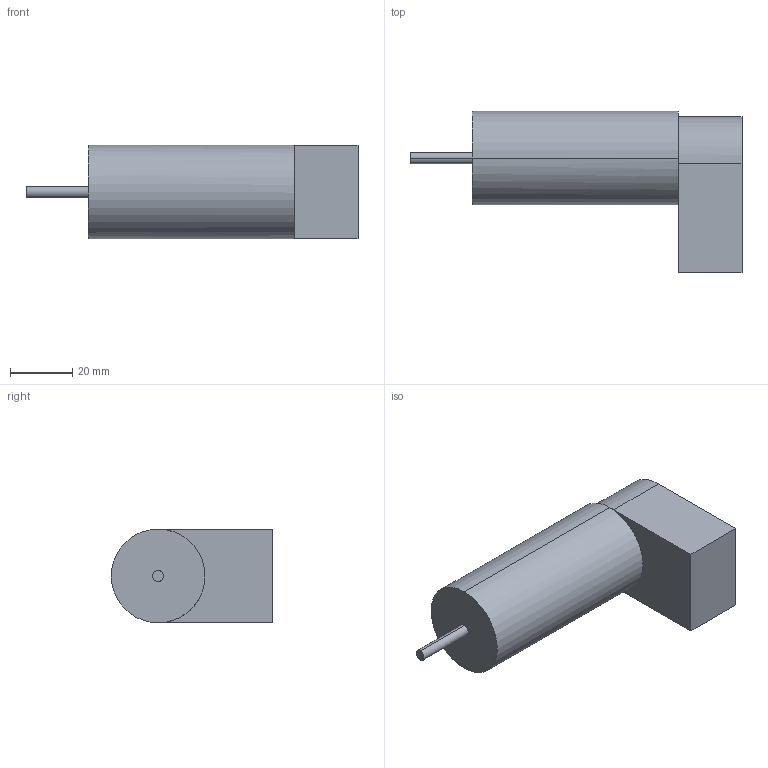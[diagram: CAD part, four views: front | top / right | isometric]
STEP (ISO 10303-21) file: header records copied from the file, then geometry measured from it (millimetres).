
FILE_DESCRIPTION (( 'STEP AP203' ), '1' );
FILE_NAME ('272762_EC-MAX30_60W_Default_sldprt.STEP', '2023-08-01T11:30:31', ( '' ), ( '' ), 'SwSTEP 2.0', 'SolidWorks 2022', '' );
FILE_SCHEMA (( 'CONFIG_CONTROL_DESIGN' ));
Length unit declared in the file: millimetre
Products named in the file (1): 272762_EC-MAX30_60W_Default_sldprt
Bounding box: 106.34 x 51.7 x 30.02 mm (x, y, z)
Volume: 75399.7 mm3; surface area: 12344.2 mm2
Topology: 1 solids, 1 shells, 13 faces, 28 edges, 18 vertices
Faces by surface type: plane 8, cylinder 5
Entity records: 437 total; most frequent: DIRECTION 70, CARTESIAN_POINT 60, ORIENTED_EDGE 56, EDGE_CURVE 28, AXIS2_PLACEMENT_3D 28, VERTEX_POINT 18, EDGE_LOOP 14, VECTOR 14
